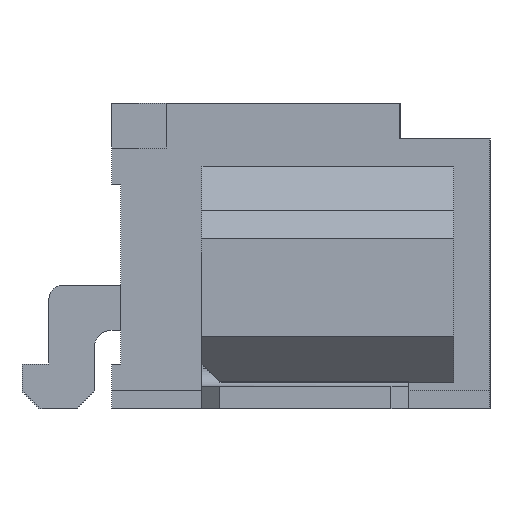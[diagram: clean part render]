
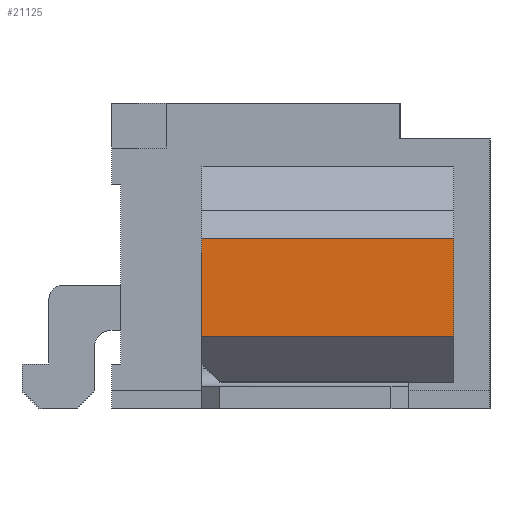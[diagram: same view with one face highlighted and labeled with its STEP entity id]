
A CAD part, left-side view. The second image highlights one B-rep face of the part: STEP entity #21125.
In plain terms, the highlighted planar face has unit normal (-1, 0, 0).
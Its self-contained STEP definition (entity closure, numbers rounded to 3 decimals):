
#2448 = PLANE('',#2449);
#2449 = AXIS2_PLACEMENT_3D('',#2450,#2451,#2452);
#2450 = CARTESIAN_POINT('',(6.5,1.1,0.));
#2451 = DIRECTION('',(0.,1.,0.));
#2452 = DIRECTION('',(-1.,0.,0.));
#2504 = PLANE('',#2505);
#2505 = AXIS2_PLACEMENT_3D('',#2506,#2507,#2508);
#2506 = CARTESIAN_POINT('',(6.5,-1.7,0.));
#2507 = DIRECTION('',(0.,1.,0.));
#2508 = DIRECTION('',(-1.,0.,0.));
#9044 = VERTEX_POINT('',#9045);
#9045 = CARTESIAN_POINT('',(-8.,1.1,1.9));
#9059 = PLANE('',#9060);
#9060 = AXIS2_PLACEMENT_3D('',#9061,#9062,#9063);
#9061 = CARTESIAN_POINT('',(-8.,-1.7,1.9));
#9062 = DIRECTION('',(-0.707,0.,0.707));
#9063 = DIRECTION('',(0.707,0.,0.707));
#9071 = EDGE_CURVE('',#9072,#9044,#9074,.T.);
#9072 = VERTEX_POINT('',#9073);
#9073 = CARTESIAN_POINT('',(-8.,1.1,0.8));
#9074 = SURFACE_CURVE('',#9075,(#9079,#9086),.PCURVE_S1.);
#9075 = LINE('',#9076,#9077);
#9076 = CARTESIAN_POINT('',(-8.,1.1,0.8));
#9077 = VECTOR('',#9078,1.);
#9078 = DIRECTION('',(0.,0.,1.));
#9079 = PCURVE('',#2448,#9080);
#9080 = DEFINITIONAL_REPRESENTATION('',(#9081),#9085);
#9081 = LINE('',#9082,#9083);
#9082 = CARTESIAN_POINT('',(14.5,0.8));
#9083 = VECTOR('',#9084,1.);
#9084 = DIRECTION('',(0.,1.));
#9085 = ( GEOMETRIC_REPRESENTATION_CONTEXT(2) 
PARAMETRIC_REPRESENTATION_CONTEXT() REPRESENTATION_CONTEXT('2D SPACE',''
  ) );
#9086 = PCURVE('',#9087,#9092);
#9087 = PLANE('',#9088);
#9088 = AXIS2_PLACEMENT_3D('',#9089,#9090,#9091);
#9089 = CARTESIAN_POINT('',(-8.,-1.7,0.8));
#9090 = DIRECTION('',(-1.,0.,0.));
#9091 = DIRECTION('',(0.,0.,1.));
#9092 = DEFINITIONAL_REPRESENTATION('',(#9093),#9097);
#9093 = LINE('',#9094,#9095);
#9094 = CARTESIAN_POINT('',(0.,2.8));
#9095 = VECTOR('',#9096,1.);
#9096 = DIRECTION('',(1.,0.));
#9097 = ( GEOMETRIC_REPRESENTATION_CONTEXT(2) 
PARAMETRIC_REPRESENTATION_CONTEXT() REPRESENTATION_CONTEXT('2D SPACE',''
  ) );
#9113 = PLANE('',#9114);
#9114 = AXIS2_PLACEMENT_3D('',#9115,#9116,#9117);
#9115 = CARTESIAN_POINT('',(-7.5,-1.7,0.3));
#9116 = DIRECTION('',(-0.707,0.,-0.707));
#9117 = DIRECTION('',(-0.707,0.,0.707));
#9320 = VERTEX_POINT('',#9321);
#9321 = CARTESIAN_POINT('',(-8.,-1.7,0.8));
#9342 = EDGE_CURVE('',#9320,#9343,#9345,.T.);
#9343 = VERTEX_POINT('',#9344);
#9344 = CARTESIAN_POINT('',(-8.,-1.7,1.9));
#9345 = SURFACE_CURVE('',#9346,(#9350,#9357),.PCURVE_S1.);
#9346 = LINE('',#9347,#9348);
#9347 = CARTESIAN_POINT('',(-8.,-1.7,0.8));
#9348 = VECTOR('',#9349,1.);
#9349 = DIRECTION('',(0.,0.,1.));
#9350 = PCURVE('',#2504,#9351);
#9351 = DEFINITIONAL_REPRESENTATION('',(#9352),#9356);
#9352 = LINE('',#9353,#9354);
#9353 = CARTESIAN_POINT('',(14.5,0.8));
#9354 = VECTOR('',#9355,1.);
#9355 = DIRECTION('',(0.,1.));
#9356 = ( GEOMETRIC_REPRESENTATION_CONTEXT(2) 
PARAMETRIC_REPRESENTATION_CONTEXT() REPRESENTATION_CONTEXT('2D SPACE',''
  ) );
#9357 = PCURVE('',#9087,#9358);
#9358 = DEFINITIONAL_REPRESENTATION('',(#9359),#9363);
#9359 = LINE('',#9360,#9361);
#9360 = CARTESIAN_POINT('',(0.,0.));
#9361 = VECTOR('',#9362,1.);
#9362 = DIRECTION('',(1.,0.));
#9363 = ( GEOMETRIC_REPRESENTATION_CONTEXT(2) 
PARAMETRIC_REPRESENTATION_CONTEXT() REPRESENTATION_CONTEXT('2D SPACE',''
  ) );
#21103 = EDGE_CURVE('',#9343,#9044,#21104,.T.);
#21104 = SURFACE_CURVE('',#21105,(#21109,#21116),.PCURVE_S1.);
#21105 = LINE('',#21106,#21107);
#21106 = CARTESIAN_POINT('',(-8.,-1.7,1.9));
#21107 = VECTOR('',#21108,1.);
#21108 = DIRECTION('',(0.,1.,0.));
#21109 = PCURVE('',#9059,#21110);
#21110 = DEFINITIONAL_REPRESENTATION('',(#21111),#21115);
#21111 = LINE('',#21112,#21113);
#21112 = CARTESIAN_POINT('',(0.,0.));
#21113 = VECTOR('',#21114,1.);
#21114 = DIRECTION('',(0.,1.));
#21115 = ( GEOMETRIC_REPRESENTATION_CONTEXT(2) 
PARAMETRIC_REPRESENTATION_CONTEXT() REPRESENTATION_CONTEXT('2D SPACE',''
  ) );
#21116 = PCURVE('',#9087,#21117);
#21117 = DEFINITIONAL_REPRESENTATION('',(#21118),#21122);
#21118 = LINE('',#21119,#21120);
#21119 = CARTESIAN_POINT('',(1.1,0.));
#21120 = VECTOR('',#21121,1.);
#21121 = DIRECTION('',(0.,1.));
#21122 = ( GEOMETRIC_REPRESENTATION_CONTEXT(2) 
PARAMETRIC_REPRESENTATION_CONTEXT() REPRESENTATION_CONTEXT('2D SPACE',''
  ) );
#21125 = ADVANCED_FACE('',(#21126),#9087,.T.);
#21126 = FACE_BOUND('',#21127,.F.);
#21127 = EDGE_LOOP('',(#21128,#21129,#21150,#21151));
#21128 = ORIENTED_EDGE('',*,*,#9342,.F.);
#21129 = ORIENTED_EDGE('',*,*,#21130,.T.);
#21130 = EDGE_CURVE('',#9320,#9072,#21131,.T.);
#21131 = SURFACE_CURVE('',#21132,(#21136,#21143),.PCURVE_S1.);
#21132 = LINE('',#21133,#21134);
#21133 = CARTESIAN_POINT('',(-8.,-1.7,0.8));
#21134 = VECTOR('',#21135,1.);
#21135 = DIRECTION('',(0.,1.,0.));
#21136 = PCURVE('',#9087,#21137);
#21137 = DEFINITIONAL_REPRESENTATION('',(#21138),#21142);
#21138 = LINE('',#21139,#21140);
#21139 = CARTESIAN_POINT('',(0.,0.));
#21140 = VECTOR('',#21141,1.);
#21141 = DIRECTION('',(0.,1.));
#21142 = ( GEOMETRIC_REPRESENTATION_CONTEXT(2) 
PARAMETRIC_REPRESENTATION_CONTEXT() REPRESENTATION_CONTEXT('2D SPACE',''
  ) );
#21143 = PCURVE('',#9113,#21144);
#21144 = DEFINITIONAL_REPRESENTATION('',(#21145),#21149);
#21145 = LINE('',#21146,#21147);
#21146 = CARTESIAN_POINT('',(0.707,0.));
#21147 = VECTOR('',#21148,1.);
#21148 = DIRECTION('',(0.,1.));
#21149 = ( GEOMETRIC_REPRESENTATION_CONTEXT(2) 
PARAMETRIC_REPRESENTATION_CONTEXT() REPRESENTATION_CONTEXT('2D SPACE',''
  ) );
#21150 = ORIENTED_EDGE('',*,*,#9071,.T.);
#21151 = ORIENTED_EDGE('',*,*,#21103,.F.);
